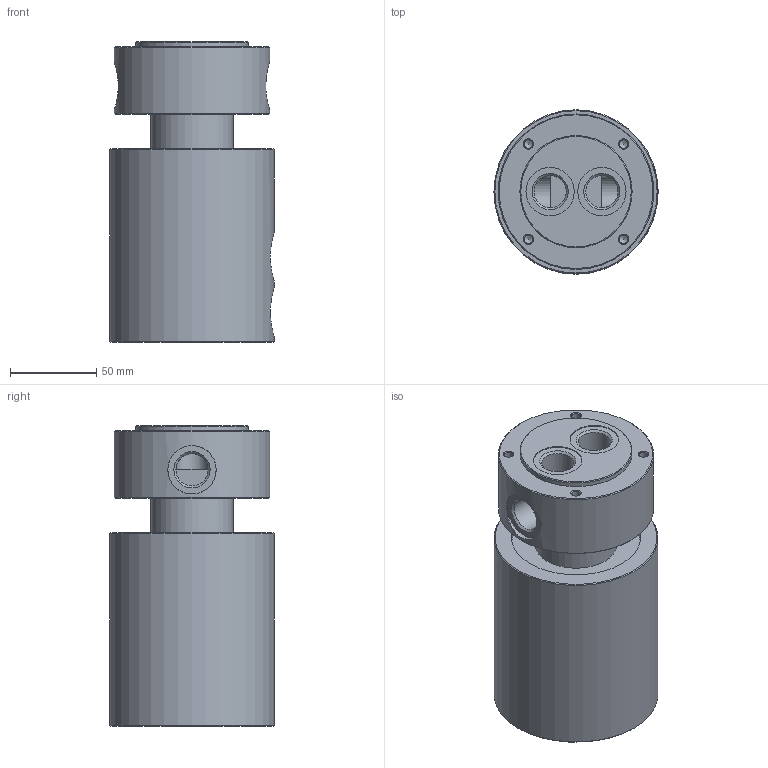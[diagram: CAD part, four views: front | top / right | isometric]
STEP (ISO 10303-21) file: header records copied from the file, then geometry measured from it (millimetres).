
FILE_DESCRIPTION(/* description */ ('STEP AP214'),/* implementation_level */ '2;1');
FILE_NAME(/* name */ '539289_GF-1_2-2',/* time_stamp */ '2024-08-28T20:18:08+02:00',/* author */ ('License CC BY-ND 4.0'),/* organization */ ('CADENAS'),/* preprocessor_version */ 'ST-DEVELOPER v19.3',/* originating_system */ 'PARTsolutions',/* authorisation */ ' ');
FILE_SCHEMA (('AUTOMOTIVE_DESIGN {1 0 10303 214 3 1 1}'));
Length unit declared in the file: millimetre
Products named in the file (1): 539289 GF-1/2-2
Bounding box: 95 x 95 x 174 mm (x, y, z)
Volume: 1015847.3 mm3; surface area: 84535.8 mm2
Topology: 1 solids, 1 shells, 64 faces, 130 edges, 79 vertices
Faces by surface type: cylinder 23, cone 23, plane 18
Full cylindrical faces by diameter (mm): 4.917 x6, 18.631 x6, 28 x6, 47.5 x1, 65 x1, 75 x1, 90 x1, 95 x1
Entity records: 1418 total; most frequent: CARTESIAN_POINT 273, DIRECTION 254, ORIENTED_EDGE 134, FACE_BOUND 132, EDGE_LOOP 126, AXIS2_PLACEMENT_3D 126, VERTEX_POINT 69, EDGE_CURVE 67
